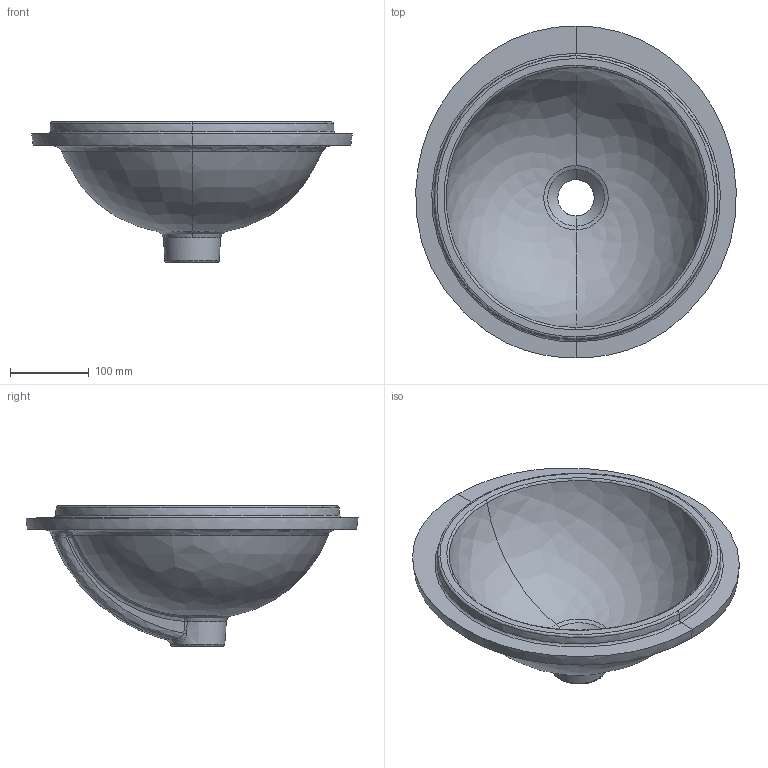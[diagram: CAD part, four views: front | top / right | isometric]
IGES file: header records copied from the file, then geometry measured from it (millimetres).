
Global section: file name: 500747; native system: Autodesk Inventor 2023; preprocessor: unknown; author: JANAN; date: 20240325.152344; units: millimetre
Bounding box: 405.67 x 420.32 x 178 mm (x, y, z)
Volume: 2598038.2 mm3; surface area: 411274.3 mm2
Topology: 1 solids, 1 shells, 60 faces, 133 edges, 74 vertices
Faces by surface type: bspline 60
